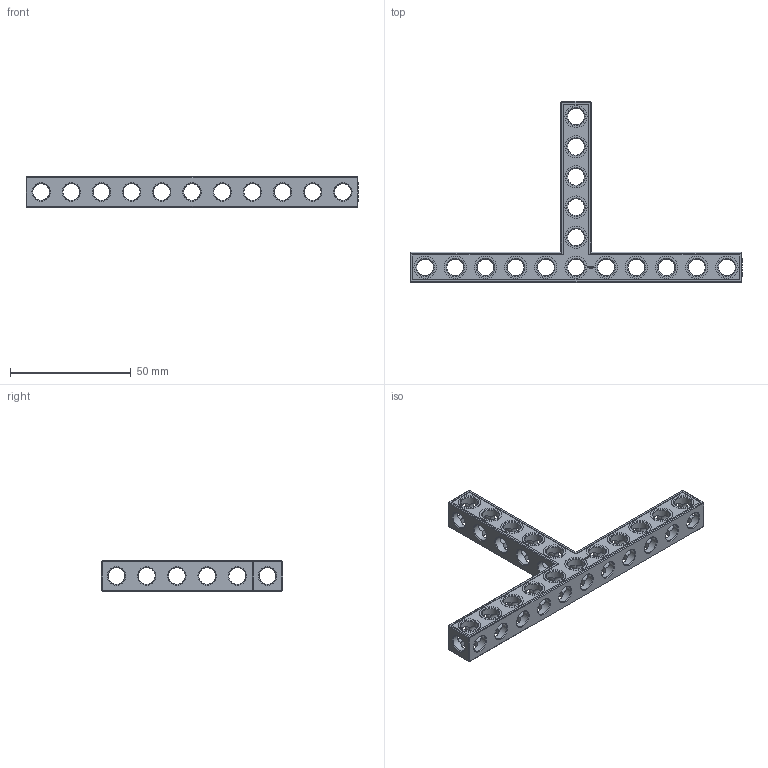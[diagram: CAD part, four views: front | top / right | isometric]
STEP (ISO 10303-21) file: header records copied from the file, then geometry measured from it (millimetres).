
FILE_DESCRIPTION(('FreeCAD Model'),'2;1');
FILE_NAME('Open CASCADE Shape Model','2022-01-27T23:56:41',( 'Paulo Kiefe'),('STEMFIE.org'),'Open CASCADE STEP processor 7.4', 'FreeCAD','Unknown');
FILE_SCHEMA(('AUTOMOTIVE_DESIGN { 1 0 10303 214 1 1 1 1 }'));
Products named in the file (1): Beam_TSH_SYM_ESS_BU11x06x01_-_SPN-BEM-1080_(stemfie.org)
Bounding box: 137.5 x 75 x 12.5 mm (x, y, z)
Volume: 15632.1 mm3; surface area: 14081.8 mm2
Topology: 1 solids, 1 shells, 711 faces, 2096 edges, 1374 vertices
Faces by surface type: plane 386, extrusion 162, cylinder 97, cone 66
Full cylindrical faces by diameter (mm): 6.98 x12, 7 x69, 9.2 x16
Entity records: 79394 total; most frequent: CARTESIAN_POINT 40149, DIRECTION 6248, VECTOR 4406, LINE 4244, ORIENTED_EDGE 4192, PCURVE 4192, DEFINITIONAL_REPRESENTATION 4192, EDGE_CURVE 2096
